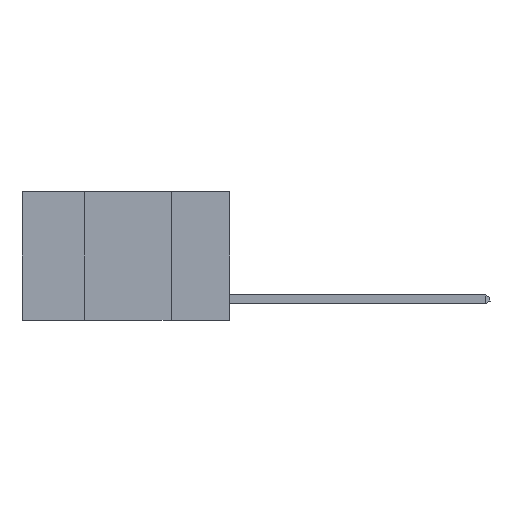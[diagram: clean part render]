
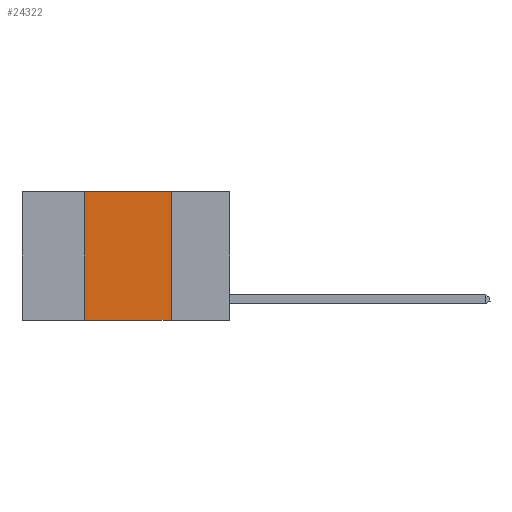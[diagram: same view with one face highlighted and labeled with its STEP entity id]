
A CAD part, left-side view. The second image highlights one B-rep face of the part: STEP entity #24322.
In plain terms, the highlighted planar face has unit normal (-1, 0, 0).
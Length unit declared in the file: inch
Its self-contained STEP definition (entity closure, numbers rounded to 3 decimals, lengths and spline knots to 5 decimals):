
#62 = CARTESIAN_POINT ( 'NONE',  ( 0., 0.17, 0. ) ) ;
#67 = LINE ( 'NONE', #20125, #22394 ) ;
#1905 = DIRECTION ( 'NONE',  ( 0., 0., -1. ) ) ;
#2192 = AXIS2_PLACEMENT_3D ( 'NONE', #8851, #15798, #1905 ) ;
#4194 = EDGE_CURVE ( 'NONE', #9533, #19229, #22800, .T. ) ;
#4733 = CARTESIAN_POINT ( 'NONE',  ( 0., 0.6, -0.37 ) ) ;
#6738 = ORIENTED_EDGE ( 'NONE', *, *, #9491, .T. ) ;
#7559 = VERTEX_POINT ( 'NONE', #26828 ) ;
#8851 = CARTESIAN_POINT ( 'NONE',  ( 0., 0.6, 0. ) ) ;
#9115 = CARTESIAN_POINT ( 'NONE',  ( 0., 0.42, -0.37 ) ) ;
#9433 = VERTEX_POINT ( 'NONE', #9115 ) ;
#9491 = EDGE_CURVE ( 'NONE', #9433, #19229, #22596, .T. ) ;
#9533 = VERTEX_POINT ( 'NONE', #62 ) ;
#10096 = ORIENTED_EDGE ( 'NONE', *, *, #16181, .F. ) ;
#11193 = VECTOR ( 'NONE', #23474, 39.37008 ) ;
#13986 = EDGE_CURVE ( 'NONE', #7559, #9533, #23227, .T. ) ;
#14374 = DIRECTION ( 'NONE',  ( 0., 0., -1. ) ) ;
#15437 = VECTOR ( 'NONE', #14374, 39.37008 ) ;
#15495 = CARTESIAN_POINT ( 'NONE',  ( 0., 0.17, -0.37 ) ) ;
#15798 = DIRECTION ( 'NONE',  ( 1., 0., 0. ) ) ;
#16181 = EDGE_CURVE ( 'NONE', #9433, #7559, #67, .T. ) ;
#18867 = ORIENTED_EDGE ( 'NONE', *, *, #13986, .F. ) ;
#19229 = VERTEX_POINT ( 'NONE', #15495 ) ;
#20125 = CARTESIAN_POINT ( 'NONE',  ( 0., 0.42, 0. ) ) ;
#20733 = DIRECTION ( 'NONE',  ( 0., -1., 0. ) ) ;
#21064 = ORIENTED_EDGE ( 'NONE', *, *, #4194, .F. ) ;
#21203 = CARTESIAN_POINT ( 'NONE',  ( 0., 0.6, 0. ) ) ;
#22383 = DIRECTION ( 'NONE',  ( 0., 0., 1. ) ) ;
#22394 = VECTOR ( 'NONE', #22383, 39.37008 ) ;
#22596 = LINE ( 'NONE', #4733, #29261 ) ;
#22800 = LINE ( 'NONE', #25591, #15437 ) ;
#23227 = LINE ( 'NONE', #21203, #11193 ) ;
#23474 = DIRECTION ( 'NONE',  ( 0., -1., 0. ) ) ;
#24002 = FACE_OUTER_BOUND ( 'NONE', #25405, .T. ) ;
#24322 = ADVANCED_FACE ( 'NONE', ( #24002 ), #29215, .F. ) ;
#25405 = EDGE_LOOP ( 'NONE', ( #21064, #18867, #10096, #6738 ) ) ;
#25591 = CARTESIAN_POINT ( 'NONE',  ( 0., 0.17, 0. ) ) ;
#26828 = CARTESIAN_POINT ( 'NONE',  ( 0., 0.42, 0. ) ) ;
#29215 = PLANE ( 'NONE',  #2192 ) ;
#29261 = VECTOR ( 'NONE', #20733, 39.37008 ) ;
